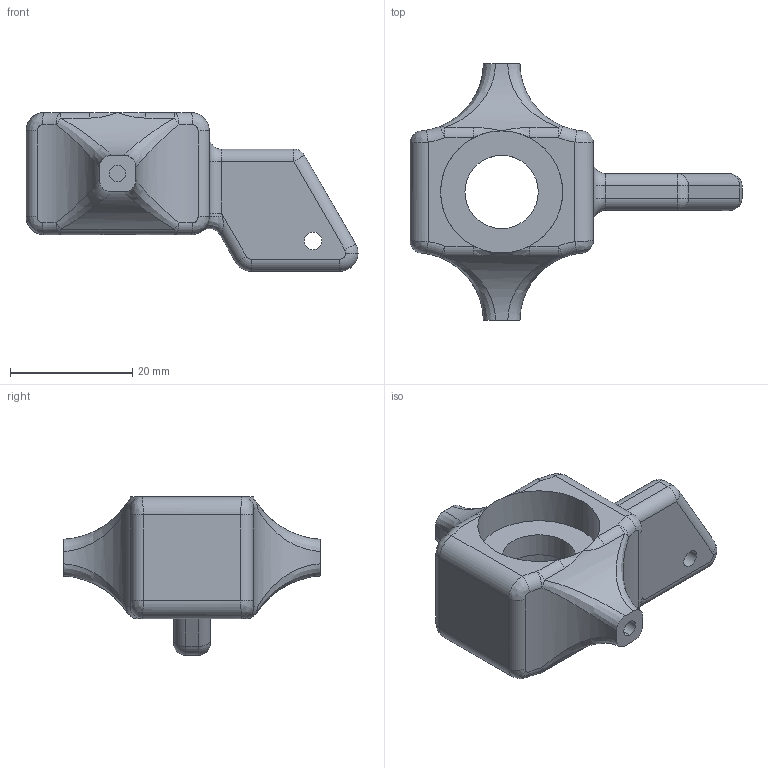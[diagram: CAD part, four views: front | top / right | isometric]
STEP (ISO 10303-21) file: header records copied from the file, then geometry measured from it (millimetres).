
FILE_DESCRIPTION (( 'STEP AP203' ), '1' );
FILE_NAME ('Front Wheel Hub.STEP', '2025-12-09T16:42:50', ( '' ), ( '' ), 'SwSTEP 2.0', 'SolidWorks 2025', '' );
FILE_SCHEMA (( 'CONFIG_CONTROL_DESIGN' ));
Length unit declared in the file: millimetre
Products named in the file (1): Front Wheel Hub
Bounding box: 54.35 x 42 x 26 mm (x, y, z)
Volume: 11446.4 mm3; surface area: 5452.7 mm2
Topology: 1 solids, 1 shells, 117 faces, 274 edges, 156 vertices
Faces by surface type: cylinder 49, bspline 24, plane 18, torus 16, sphere 10
Entity records: 5058 total; most frequent: CARTESIAN_POINT 2449, ORIENTED_EDGE 538, DIRECTION 537, EDGE_CURVE 269, AXIS2_PLACEMENT_3D 228, VERTEX_POINT 156, CIRCLE 134, EDGE_LOOP 123
